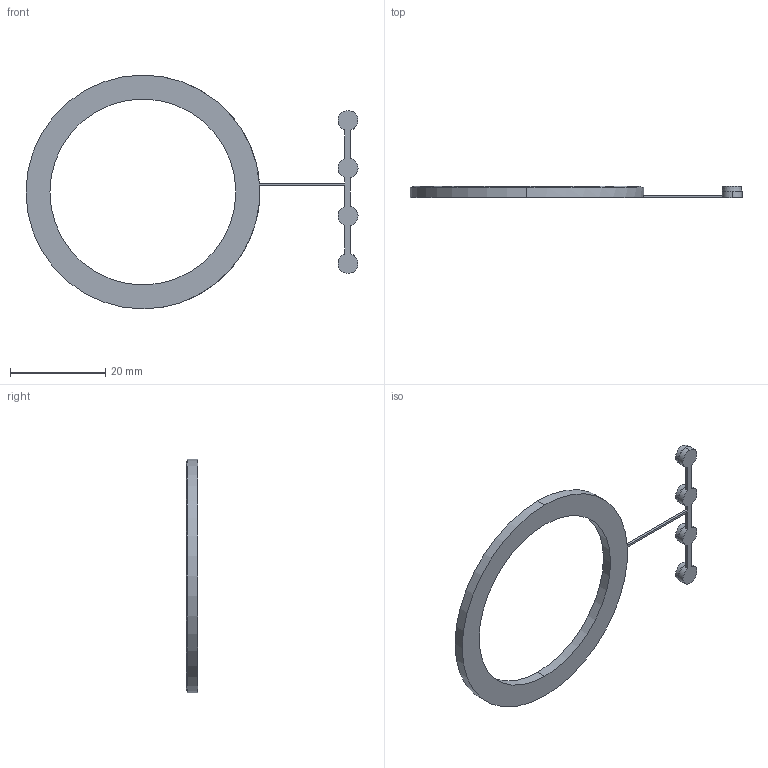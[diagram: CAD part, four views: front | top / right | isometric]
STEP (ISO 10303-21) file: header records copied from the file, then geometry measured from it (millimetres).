
FILE_DESCRIPTION (( 'STEP AP214' ), '1' );
FILE_NAME ('BRbeta_glass.STEP', '2019-08-20T15:06:34', ( '' ), ( '' ), 'SwSTEP 2.0', 'SolidWorks 2019', '' );
FILE_SCHEMA (( 'AUTOMOTIVE_DESIGN' ));
Length unit declared in the file: millimetre
Products named in the file (1): BRbeta_glass
Bounding box: 69.58 x 2.31 x 49 mm (x, y, z)
Volume: 1694.8 mm3; surface area: 2315.3 mm2
Topology: 1 solids, 1 shells, 56 faces, 148 edges, 92 vertices
Faces by surface type: cone 20, plane 20, cylinder 12, torus 4
Entity records: 1843 total; most frequent: DIRECTION 328, CARTESIAN_POINT 289, ORIENTED_EDGE 280, EDGE_CURVE 140, AXIS2_PLACEMENT_3D 131, VERTEX_POINT 92, CIRCLE 74, VECTOR 66
